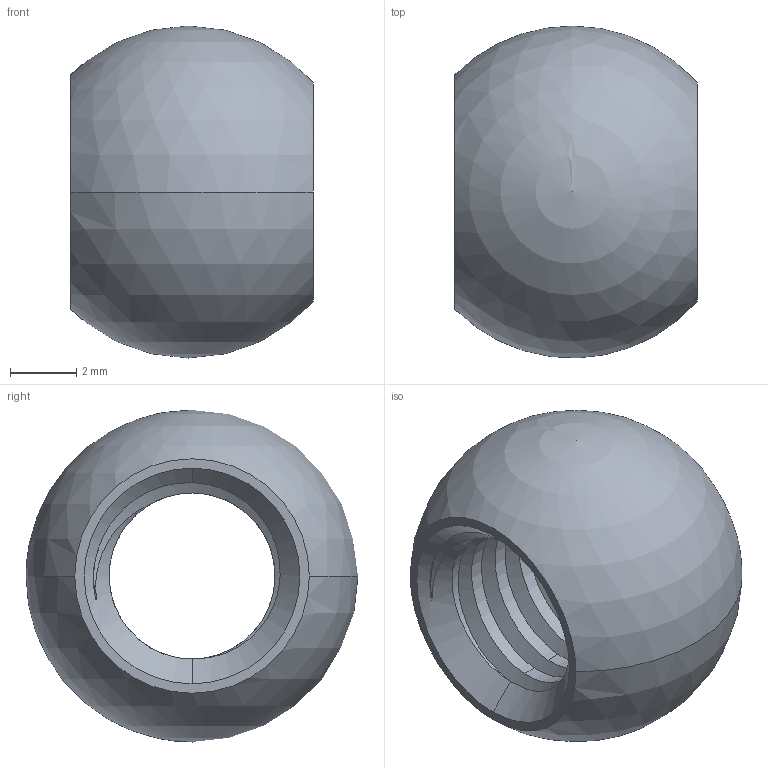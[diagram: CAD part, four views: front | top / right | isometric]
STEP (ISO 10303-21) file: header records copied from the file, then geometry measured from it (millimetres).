
FILE_DESCRIPTION (( 'STEP AP203' ), '1' );
FILE_NAME ('703.10.ME.STEP', '2017-12-26T06:08:14', ( '' ), ( '' ), 'SwSTEP 2.0', 'SolidWorks 2012', '' );
FILE_SCHEMA (( 'CONFIG_CONTROL_DESIGN' ));
Length unit declared in the file: millimetre
Products named in the file (1): 703.10.ME
Bounding box: 7.3 x 10 x 10 mm (x, y, z)
Volume: 303.3 mm3; surface area: 429.1 mm2
Topology: 1 solids, 1 shells, 25 faces, 72 edges, 47 vertices
Faces by surface type: cylinder 14, cone 4, bspline 3, sphere 2, plane 2
Entity records: 2335 total; most frequent: CARTESIAN_POINT 1724, ORIENTED_EDGE 134, DIRECTION 91, EDGE_CURVE 67, VERTEX_POINT 44, AXIS2_PLACEMENT_3D 37, EDGE_LOOP 27, FACE_OUTER_BOUND 25
